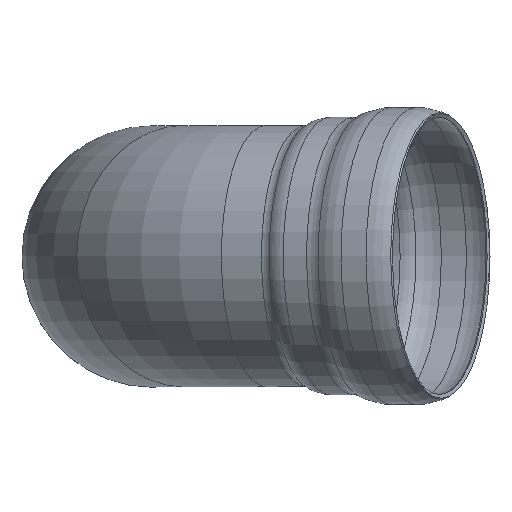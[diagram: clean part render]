
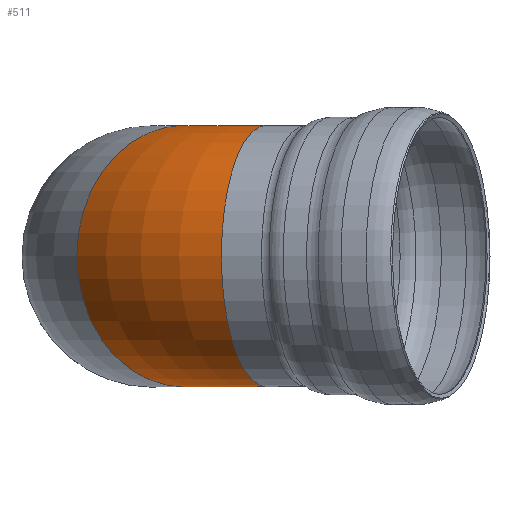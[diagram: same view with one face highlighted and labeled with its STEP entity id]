
A CAD part, top view. The second image highlights one B-rep face of the part: STEP entity #511.
In plain terms, the highlighted toroidal (fillet/blend) face has major radius 1050 mm and minor radius 795 mm.
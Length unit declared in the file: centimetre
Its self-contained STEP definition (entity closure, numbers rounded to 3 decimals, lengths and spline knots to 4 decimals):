
#42=TOROIDAL_SURFACE('',#569,105.,79.5);
#64=FACE_OUTER_BOUND('',#97,.T.);
#97=EDGE_LOOP('',(#387,#388,#389,#390));
#168=CIRCLE('',#570,79.5);
#169=CIRCLE('',#571,25.5);
#170=CIRCLE('',#572,79.5);
#227=VERTEX_POINT('',#908);
#228=VERTEX_POINT('',#910);
#285=EDGE_CURVE('',#227,#227,#168,.T.);
#286=EDGE_CURVE('',#227,#228,#169,.T.);
#287=EDGE_CURVE('',#228,#228,#170,.T.);
#387=ORIENTED_EDGE('',*,*,#285,.T.);
#388=ORIENTED_EDGE('',*,*,#286,.T.);
#389=ORIENTED_EDGE('',*,*,#287,.T.);
#390=ORIENTED_EDGE('',*,*,#286,.F.);
#511=ADVANCED_FACE('',(#64),#42,.T.);
#569=AXIS2_PLACEMENT_3D('',#907,#710,#711);
#570=AXIS2_PLACEMENT_3D('',#909,#712,#713);
#571=AXIS2_PLACEMENT_3D('',#911,#714,#715);
#572=AXIS2_PLACEMENT_3D('',#912,#716,#717);
#710=DIRECTION('center_axis',(0.,1.,0.));
#711=DIRECTION('ref_axis',(-1.,0.,0.));
#712=DIRECTION('center_axis',(-0.94,0.,
-0.342));
#713=DIRECTION('ref_axis',(0.,1.,0.));
#714=DIRECTION('center_axis',(0.,-1.,0.));
#715=DIRECTION('ref_axis',(-1.,0.,0.));
#716=DIRECTION('center_axis',(0.574,0.,0.819));
#717=DIRECTION('ref_axis',(0.819,0.,-0.574));
#907=CARTESIAN_POINT('Origin',(1374.8422,49.7148,-17.9615));
#908=CARTESIAN_POINT('',(1366.1207,49.7148,6.0007));
#909=CARTESIAN_POINT('Origin',(1338.9301,49.7148,80.7062));
#910=CARTESIAN_POINT('',(1353.9538,49.7148,-3.3353));
#911=CARTESIAN_POINT('Origin',(1374.8422,49.7148,-17.9615));
#912=CARTESIAN_POINT('Origin',(1288.8312,49.7148,42.264));
